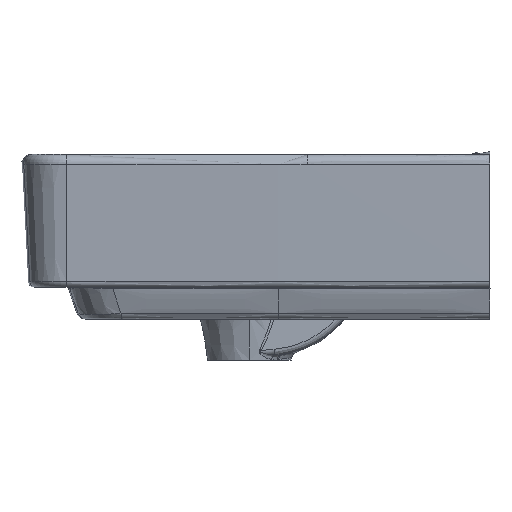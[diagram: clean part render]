
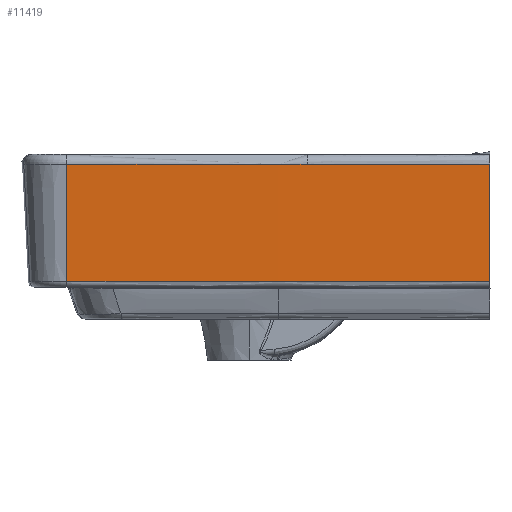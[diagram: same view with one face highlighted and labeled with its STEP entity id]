
A CAD part, left-side view. The second image highlights one B-rep face of the part: STEP entity #11419.
In plain terms, the highlighted conical face has half-angle 3 degrees and reference radius 8461 mm.
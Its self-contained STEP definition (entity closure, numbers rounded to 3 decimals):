
#5156=CARTESIAN_POINT('Vertex',(-272.592,-190.,112.22)) ;
#5159=CARTESIAN_POINT('Line Origine',(-270.168,-190.,65.979)) ;
#5163=CARTESIAN_POINT('Vertex',(-267.744,-190.,19.738)) ;
#11343=CARTESIAN_POINT('Vertex',(-274.494,-45.676,112.108)) ;
#11347=CARTESIAN_POINT('Control Point',(-272.592,-190.,112.22)) ;
#11348=CARTESIAN_POINT('Control Point',(-272.993,-171.519,112.195)) ;
#11349=CARTESIAN_POINT('Control Point',(-273.343,-153.036,112.175)) ;
#11350=CARTESIAN_POINT('Control Point',(-273.643,-134.556,112.154)) ;
#11351=CARTESIAN_POINT('Control Point',(-274.033,-105.693,112.127)) ;
#11352=CARTESIAN_POINT('Control Point',(-274.301,-76.823,112.11)) ;
#11353=CARTESIAN_POINT('Control Point',(-274.381,-66.44,112.108)) ;
#11354=CARTESIAN_POINT('Control Point',(-274.446,-56.057,112.108)) ;
#11355=CARTESIAN_POINT('Control Point',(-274.494,-45.676,112.108)) ;
#11368=CARTESIAN_POINT('Axis2P3D Location',(8186.,-6.,120.)) ;
#11374=CARTESIAN_POINT('Control Point',(-269.729,-22.948,19.738)) ;
#11375=CARTESIAN_POINT('Control Point',(-269.841,32.702,19.738)) ;
#11376=CARTESIAN_POINT('Control Point',(-269.403,88.354,19.738)) ;
#11377=CARTESIAN_POINT('Control Point',(-268.416,143.996,19.738)) ;
#11378=CARTESIAN_POINT('Vertex',(-269.729,-22.948,19.738)) ;
#11380=CARTESIAN_POINT('Vertex',(-268.416,143.996,19.738)) ;
#11384=CARTESIAN_POINT('Control Point',(-267.744,-190.,19.738)) ;
#11385=CARTESIAN_POINT('Control Point',(-268.956,-134.324,19.738)) ;
#11386=CARTESIAN_POINT('Control Point',(-269.618,-78.637,19.738)) ;
#11387=CARTESIAN_POINT('Control Point',(-269.729,-22.948,19.738)) ;
#11390=CARTESIAN_POINT('Control Point',(-274.57,-22.958,112.107)) ;
#11391=CARTESIAN_POINT('Control Point',(-274.555,-30.531,112.107)) ;
#11392=CARTESIAN_POINT('Control Point',(-274.53,-38.103,112.107)) ;
#11393=CARTESIAN_POINT('Control Point',(-274.494,-45.676,112.107)) ;
#11394=CARTESIAN_POINT('Vertex',(-274.57,-22.958,112.107)) ;
#11398=CARTESIAN_POINT('Control Point',(-273.256,144.082,112.107)) ;
#11399=CARTESIAN_POINT('Control Point',(-274.244,88.408,112.107)) ;
#11400=CARTESIAN_POINT('Control Point',(-274.682,32.725,112.107)) ;
#11401=CARTESIAN_POINT('Control Point',(-274.57,-22.958,112.107)) ;
#11402=CARTESIAN_POINT('Vertex',(-273.256,144.082,112.107)) ;
#11405=CARTESIAN_POINT('Line Origine',(-126863.138,2390.008,2415971.079)) ;
#5161=VECTOR('Line Direction',#5160,1.) ;
#11407=VECTOR('Line Direction',#11406,1.) ;
#5160=DIRECTION('Vector Direction',(0.052,0.,-0.999)) ;
#11369=DIRECTION('Axis2P3D Direction',(0.,0.,1.)) ;
#11370=DIRECTION('Axis2P3D XDirection',(-1.,-0.002,0.)) ;
#11406=DIRECTION('Vector Direction',(-0.052,0.001,0.999)) ;
#11371=AXIS2_PLACEMENT_3D('Cone Axis2P3D',#11368,#11369,#11370) ;
#5162=LINE('Line',#5159,#5161) ;
#11408=LINE('Line',#11405,#11407) ;
#11372=CONICAL_SURFACE('Cone',#11371,8461.001,0.052) ;
#5165=EDGE_CURVE('',#5157,#5164,#5162,.T.) ;
#11356=EDGE_CURVE('',#11344,#5157,#11346,.F.) ;
#11382=EDGE_CURVE('',#11379,#11381,#11373,.T.) ;
#11388=EDGE_CURVE('',#5164,#11379,#11383,.T.) ;
#11396=EDGE_CURVE('',#11395,#11344,#11389,.T.) ;
#11404=EDGE_CURVE('',#11403,#11395,#11397,.T.) ;
#11409=EDGE_CURVE('',#11381,#11403,#11408,.T.) ;
#11411=ORIENTED_EDGE('',*,*,#11382,.F.) ;
#11412=ORIENTED_EDGE('',*,*,#11388,.F.) ;
#11413=ORIENTED_EDGE('',*,*,#5165,.F.) ;
#11414=ORIENTED_EDGE('',*,*,#11356,.F.) ;
#11415=ORIENTED_EDGE('',*,*,#11396,.F.) ;
#11416=ORIENTED_EDGE('',*,*,#11404,.F.) ;
#11417=ORIENTED_EDGE('',*,*,#11409,.F.) ;
#11410=EDGE_LOOP('',(#11411,#11412,#11413,#11414,#11415,#11416,#11417)) ;
#5157=VERTEX_POINT('',#5156) ;
#5164=VERTEX_POINT('',#5163) ;
#11344=VERTEX_POINT('',#11343) ;
#11379=VERTEX_POINT('',#11378) ;
#11381=VERTEX_POINT('',#11380) ;
#11395=VERTEX_POINT('',#11394) ;
#11403=VERTEX_POINT('',#11402) ;
#11419=ADVANCED_FACE('Hauptk\X2\00F6\X0\rper',(#11418),#11372,.T.) ;
#11346=B_SPLINE_CURVE_WITH_KNOTS('',5,(#11347,#11348,#11349,#11350,#11351,#11352,#11353,#11354,#11355),.UNSPECIFIED.,.F.,.U.,(6,3,6),(94.561,186.953,238.846),.UNSPECIFIED.) ;
#11373=B_SPLINE_CURVE_WITH_KNOTS('',3,(#11374,#11375,#11376,#11377),.UNSPECIFIED.,.F.,.U.,(4,4),(-0.987,0.987),.UNSPECIFIED.) ;
#11383=B_SPLINE_CURVE_WITH_KNOTS('',3,(#11384,#11385,#11386,#11387),.UNSPECIFIED.,.F.,.U.,(4,4),(-2.963,-0.987),.UNSPECIFIED.) ;
#11389=B_SPLINE_CURVE_WITH_KNOTS('',3,(#11390,#11391,#11392,#11393),.UNSPECIFIED.,.F.,.U.,(4,4),(0.987,1.256),.UNSPECIFIED.) ;
#11397=B_SPLINE_CURVE_WITH_KNOTS('',3,(#11398,#11399,#11400,#11401),.UNSPECIFIED.,.F.,.U.,(4,4),(-0.987,0.987),.UNSPECIFIED.) ;
#11418=FACE_OUTER_BOUND('',#11410,.T.) ;
